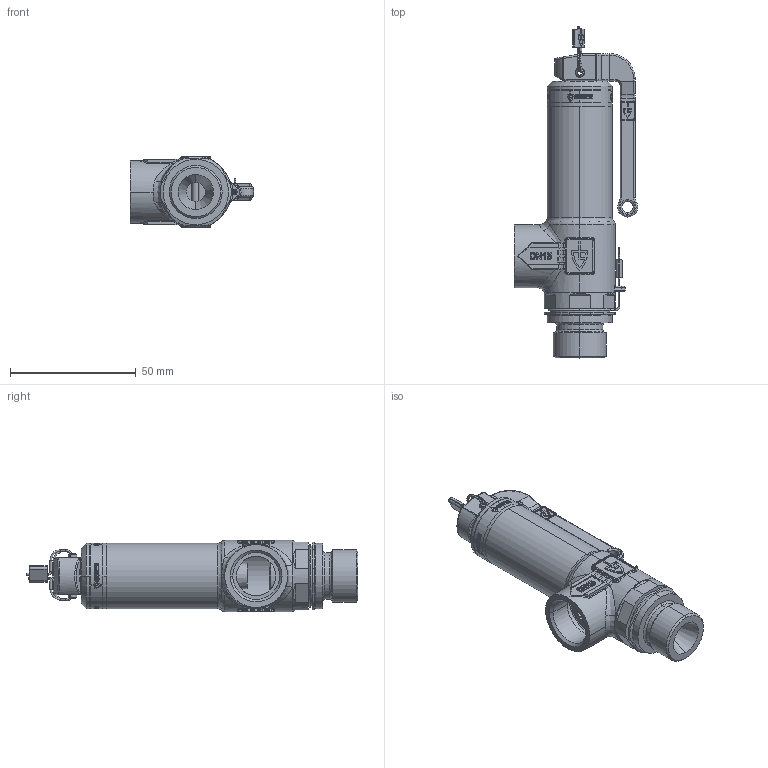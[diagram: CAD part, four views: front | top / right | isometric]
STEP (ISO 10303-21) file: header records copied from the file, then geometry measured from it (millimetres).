
FILE_DESCRIPTION (( 'STEP AP214' ), '1' );
FILE_NAME ('2400sGFL-15-m+f-15+15.STEP', '2016-02-26T07:07:44', ( '' ), ( '' ), 'SwSTEP 2.0', 'SolidWorks 2014', '' );
FILE_SCHEMA (( 'AUTOMOTIVE_DESIGN' ));
Length unit declared in the file: millimetre
Products named in the file (1): 2400sGFL-15-m+f-15+15
Bounding box: 49 x 132 x 28.6 mm (x, y, z)
Volume: 39897.5 mm3; surface area: 28024.5 mm2
Topology: 10 solids, 10 shells, 1047 faces, 3122 edges, 2208 vertices
Faces by surface type: cylinder 407, plane 366, torus 119, bspline 113, cone 38, sphere 4
Entity records: 54541 total; most frequent: CARTESIAN_POINT 14577, ORIENTED_EDGE 6216, DIRECTION 5703, EDGE_CURVE 3108, VERTEX_POINT 2208, AXIS2_PLACEMENT_3D 2129, VECTOR 1445, LINE 1445
